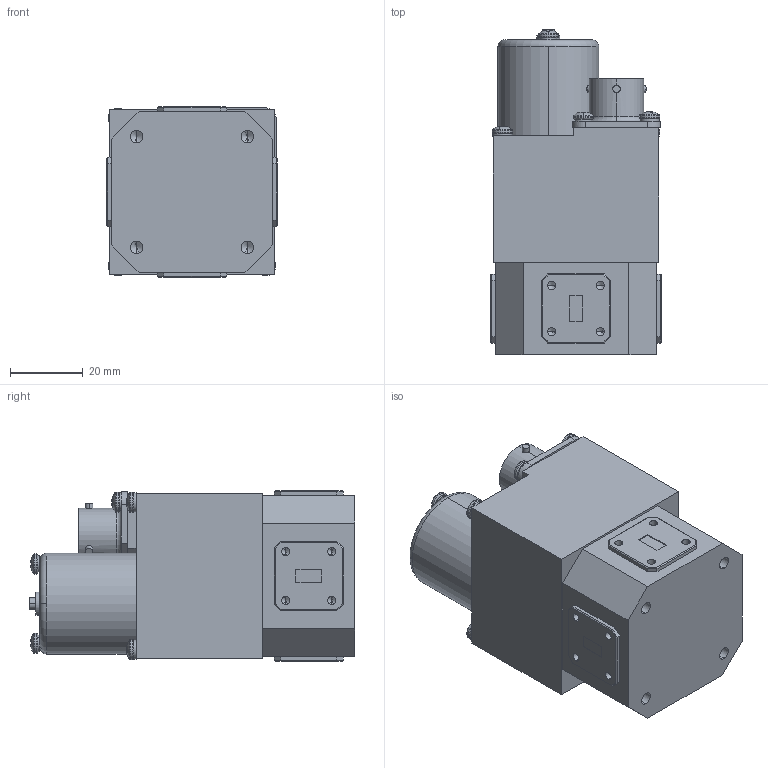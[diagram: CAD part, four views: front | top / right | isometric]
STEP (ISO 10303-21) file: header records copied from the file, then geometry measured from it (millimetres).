
FILE_DESCRIPTION (( 'STEP AP203' ), '1' );
FILE_NAME ('WJ-TA.STEP', '2022-07-18T20:02:46', ( '' ), ( '' ), 'SwSTEP 2.0', 'SolidWorks 2021', '' );
FILE_SCHEMA (( 'CONFIG_CONTROL_DESIGN' ));
Length unit declared in the file: inch
Products named in the file (1): WJ-TA
Bounding box: 46.99 x 89.79 x 46.99 mm (x, y, z)
Volume: 141070.6 mm3; surface area: 20231.8 mm2
Topology: 1 solids, 2 shells, 771 faces, 2066 edges, 1310 vertices
Faces by surface type: plane 336, cylinder 265, cone 88, torus 48, bspline 18, sphere 16
Entity records: 37039 total; most frequent: CARTESIAN_POINT 18291, ORIENTED_EDGE 4052, DIRECTION 3836, EDGE_CURVE 2026, AXIS2_PLACEMENT_3D 1443, VERTEX_POINT 1310, LINE 950, VECTOR 950
